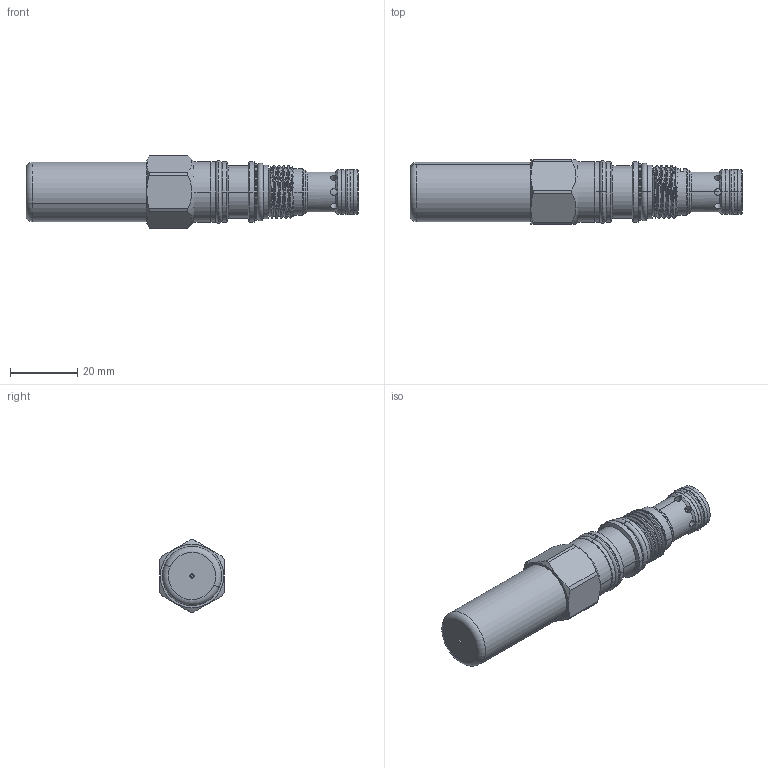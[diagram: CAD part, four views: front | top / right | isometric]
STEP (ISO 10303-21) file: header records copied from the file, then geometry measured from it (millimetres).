
FILE_DESCRIPTION (( 'STEP AP203' ), '1' );
FILE_NAME ('SP163A30-C.STEP', '2020-09-24T06:45:36', ( '' ), ( '' ), 'SwSTEP 2.0', 'SolidWorks 2018', '' );
FILE_SCHEMA (( 'CONFIG_CONTROL_DESIGN' ));
Length unit declared in the file: millimetre
Products named in the file (1): SP163A30-C
Bounding box: 98.5 x 19.05 x 21.4 mm (x, y, z)
Volume: 17756.1 mm3; surface area: 10134.2 mm2
Topology: 6 solids, 6 shells, 263 faces, 664 edges, 421 vertices
Faces by surface type: cylinder 155, plane 49, cone 34, torus 21, bspline 4
Entity records: 15318 total; most frequent: CARTESIAN_POINT 9284, ORIENTED_EDGE 1324, DIRECTION 1194, EDGE_CURVE 662, AXIS2_PLACEMENT_3D 487, VERTEX_POINT 421, EDGE_LOOP 285, ADVANCED_FACE 263
